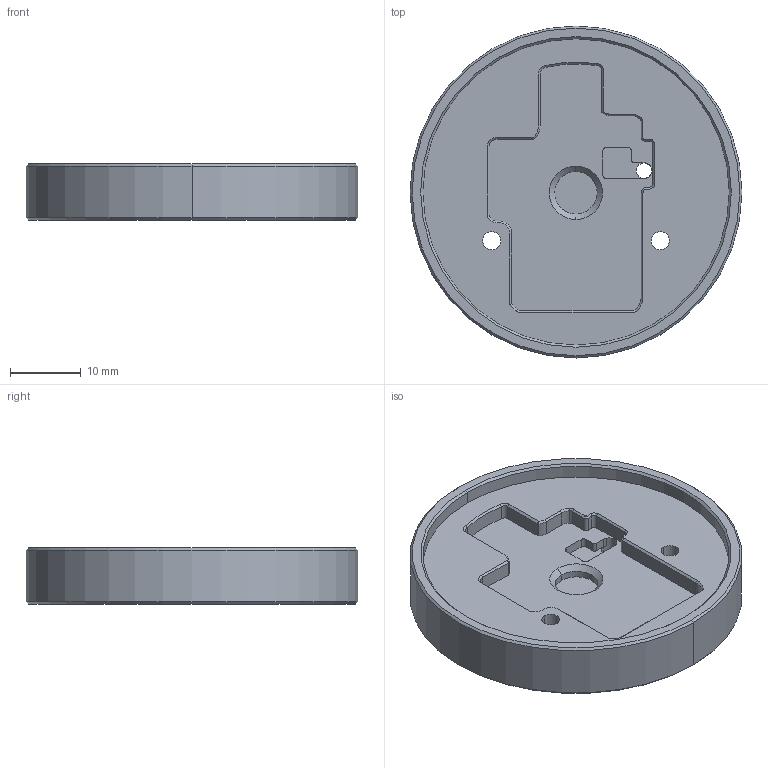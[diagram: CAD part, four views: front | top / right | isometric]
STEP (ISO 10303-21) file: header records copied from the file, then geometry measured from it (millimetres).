
FILE_DESCRIPTION(/* description */ (''),/* implementation_level */ '2;1');
FILE_NAME(/* name */ '底部铝合金导电外壳_1-修改.stp',/* time_stamp */ '2024-03-29T11:35:09+08:00',/* author */ (''),/* organization */ (''),/* preprocessor_version */ 'ST-DEVELOPER v16',/* originating_system */ 'SIEMENS PLM Software NX 10.0',/* authorisation */ '');
FILE_SCHEMA (('AP203_CONFIGURATION_CONTROLLED_3D_DESIGN_OF_MECHANICAL_PARTS_AND_ASSEMBLIES_MIM_LF { 1 0 10303 403 2 1 2}'));
Length unit declared in the file: millimetre
Products named in the file (1): Admi21F82AF81u73
Bounding box: 46.8 x 46.8 x 7.9 mm (x, y, z)
Volume: 8865.6 mm3; surface area: 5213.5 mm2
Topology: 1 solids, 1 shells, 127 faces, 307 edges, 187 vertices
Faces by surface type: cylinder 46, plane 43, cone 38
Entity records: 3799 total; most frequent: DIRECTION 689, CARTESIAN_POINT 640, ORIENTED_EDGE 614, EDGE_CURVE 307, AXIS2_PLACEMENT_3D 260, VERTEX_POINT 187, LINE 169, VECTOR 169
